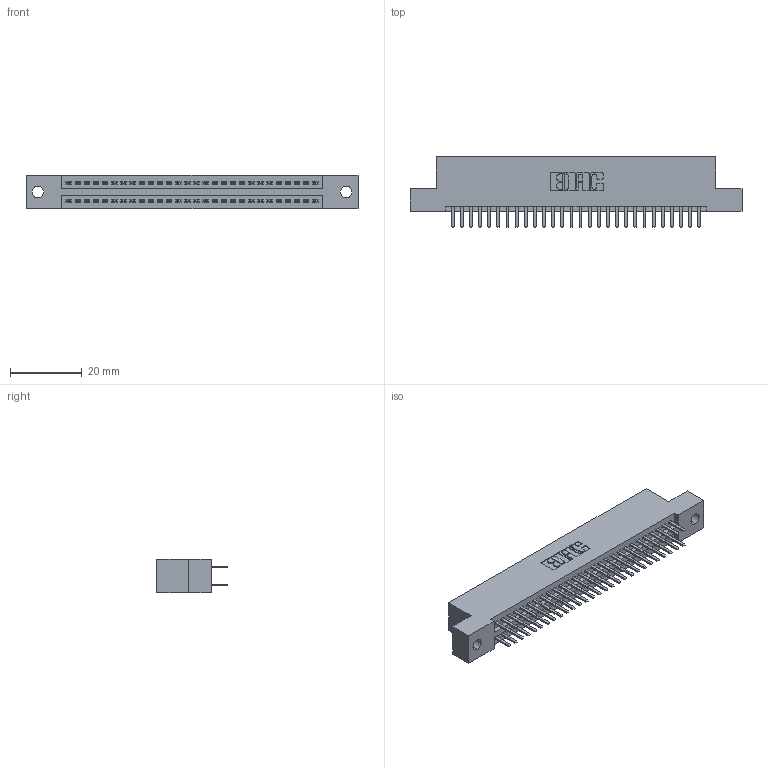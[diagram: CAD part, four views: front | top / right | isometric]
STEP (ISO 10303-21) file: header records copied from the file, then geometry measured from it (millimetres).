
FILE_DESCRIPTION (( 'STEP AP203' ), '1' );
FILE_NAME ('345-056-520-202.STEP', '2019-10-29T20:44:37', ( '' ), ( '' ), 'SwSTEP 2.0', 'SolidWorks 2016', '' );
FILE_SCHEMA (( 'CONFIG_CONTROL_DESIGN' ));
Length unit declared in the file: inch
Products named in the file (3): 345-056-520-202; 345-292-001_345-293-120; 345 Part_Flush Mounting Lugs - 0.128 Dia
Assembly tree (57 placements, depth 2):
  345-056-520-202
    345 Part_Flush Mounting Lugs - 0.128 Dia
    345-292-001_345-293-120  x56
Bounding box: 92.33 x 19.68 x 9.4 mm (x, y, z)
Volume: 8777.7 mm3; surface area: 12378.6 mm2
Topology: 57 solids, 57 shells, 3150 faces, 9133 edges, 5938 vertices
Faces by surface type: plane 2040, cylinder 1110
Entity records: 23971 total; most frequent: CARTESIAN_POINT 4044, ORIENTED_EDGE 3966, DIRECTION 3571, EDGE_CURVE 1983, VECTOR 1735, LINE 1735, VERTEX_POINT 1318, AXIS2_PLACEMENT_3D 918
